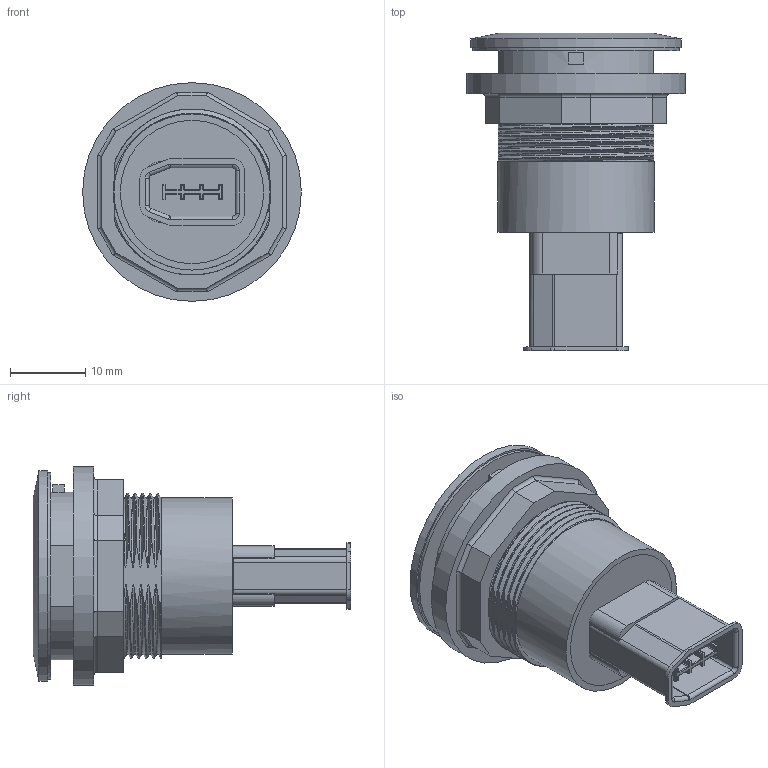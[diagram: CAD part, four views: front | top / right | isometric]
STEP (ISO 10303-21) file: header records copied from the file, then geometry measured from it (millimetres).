
FILE_DESCRIPTION(/* description */ (''),/* implementation_level */ '2;1');
FILE_NAME(/* name */ 'RRJVA_FW6_STB.stp',/* time_stamp */ '2016-04-08T08:01:53+02:00',/* author */ ('mharscher'),/* organization */ (''),/* preprocessor_version */ 'ST-DEVELOPER v15.2',/* originating_system */ 'Autodesk Inventor 2014',/* authorisation */ '');
FILE_SCHEMA (('CONFIG_CONTROL_DESIGN'));
Length unit declared in the file: millimetre
Products named in the file (1): RRJVA_FW6_STB
Bounding box: 29 x 42.1 x 29 mm (x, y, z)
Volume: 10877 mm3; surface area: 6405.5 mm2
Topology: 1 solids, 2 shells, 477 faces, 1242 edges, 769 vertices
Faces by surface type: cylinder 198, plane 143, bspline 67, torus 35, sphere 28, cone 6
Full cylindrical faces by diameter (mm): 20 x1, 20.05 x1, 20.7 x1, 20.917 x1, 22.6 x1, 25.35 x1, 27.1 x1, 27.3 x1, 27.4 x1, 27.9 x1, 29 x1
Entity records: 20561 total; most frequent: CARTESIAN_POINT 9354, ORIENTED_EDGE 2428, DIRECTION 2196, EDGE_CURVE 1214, AXIS2_PLACEMENT_3D 814, VERTEX_POINT 762, LINE 568, VECTOR 568
